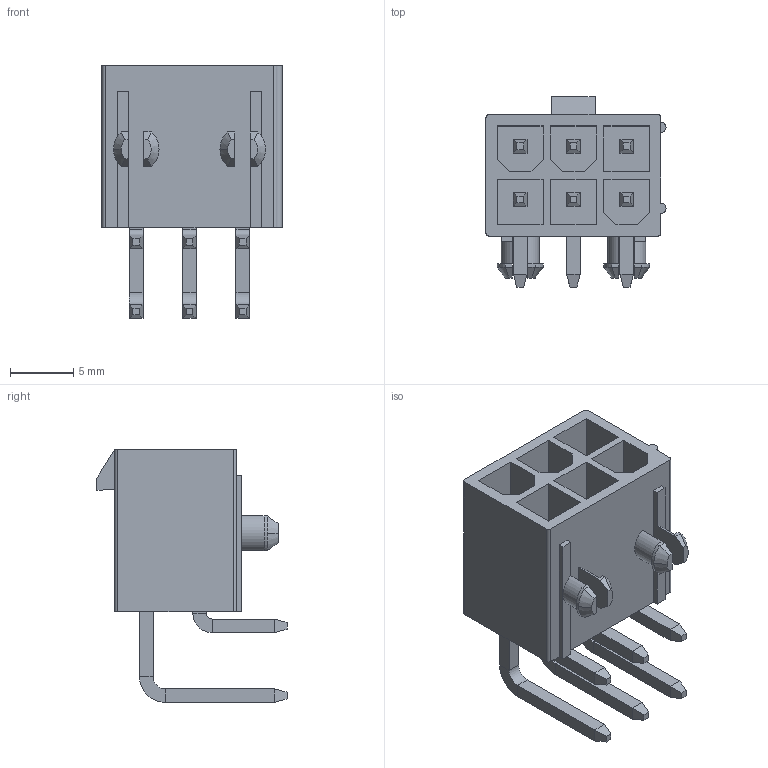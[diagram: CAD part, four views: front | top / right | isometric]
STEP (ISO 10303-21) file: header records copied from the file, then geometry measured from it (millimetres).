
FILE_DESCRIPTION (( 'STEP AP214' ), '1' );
FILE_NAME ('5569-06A2S-T.STEP', '2024-03-21T02:19:33', ( '' ), ( '' ), 'SwSTEP 2.0', 'SolidWorks 2021', '' );
FILE_SCHEMA (( 'AUTOMOTIVE_DESIGN' ));
Length unit declared in the file: millimetre
Products named in the file (1): 5569-06A2S-T
Bounding box: 14.2 x 15 x 19.93 mm (x, y, z)
Volume: 1171.8 mm3; surface area: 2366.2 mm2
Topology: 13 solids, 13 shells, 299 faces, 679 edges, 414 vertices
Faces by surface type: plane 265, cylinder 28, cone 6
Entity records: 9726 total; most frequent: CARTESIAN_POINT 1417, ORIENTED_EDGE 1358, DIRECTION 1337, EDGE_CURVE 679, LINE 605, VECTOR 605, VERTEX_POINT 414, AXIS2_PLACEMENT_3D 366
